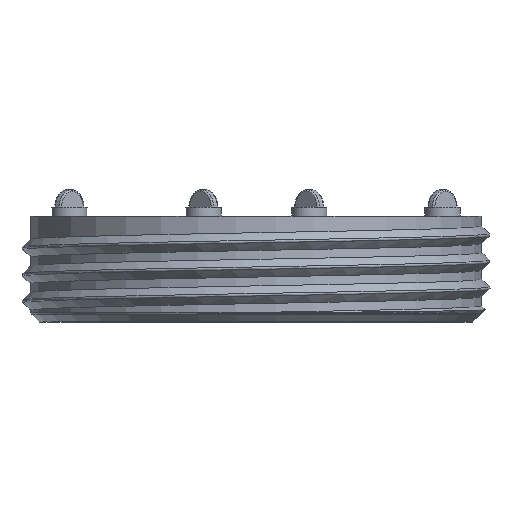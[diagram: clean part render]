
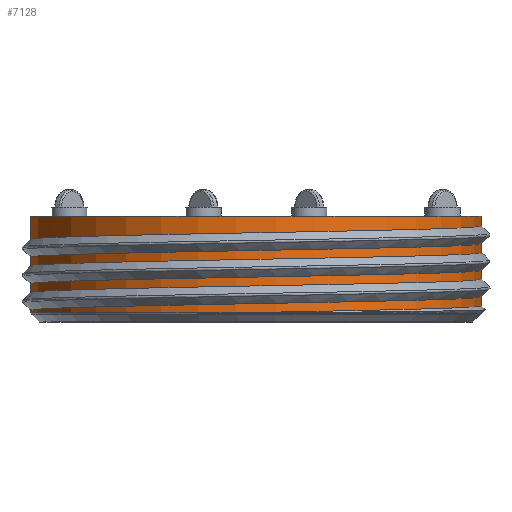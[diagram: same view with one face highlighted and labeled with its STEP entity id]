
A CAD part, front view. The second image highlights one B-rep face of the part: STEP entity #7128.
In plain terms, the highlighted cylindrical face has radius 25.5 mm (diameter 51 mm), a full revolution.
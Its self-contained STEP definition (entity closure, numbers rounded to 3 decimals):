
#7087=CARTESIAN_POINT('',(-0.,-0.,214.7));
#7088=DIRECTION('',(0.,0.,1.));
#7089=DIRECTION('',(-0.707,0.707,0.));
#7090=AXIS2_PLACEMENT_3D('',#7087,#7088,#7089);
#7091=CYLINDRICAL_SURFACE('',#7090,25.5);
#7092=CARTESIAN_POINT('',(-18.031,18.031,228.7));
#7093=VERTEX_POINT('',#7092);
#7094=CARTESIAN_POINT('',(-18.031,18.031,217.783));
#7095=VERTEX_POINT('',#7094);
#7096=CARTESIAN_POINT('',(-18.031,18.031,228.7));
#7097=DIRECTION('',(-0.,-0.,-1.));
#7098=VECTOR('',#7097,10.917);
#7099=LINE('',#7096,#7098);
#7100=EDGE_CURVE('',#7093,#7095,#7099,.T.);
#7101=ORIENTED_EDGE('',*,*,#7100,.T.);
#7102=CARTESIAN_POINT('',(18.031,-18.031,217.783));
#7103=VERTEX_POINT('',#7102);
#7104=CARTESIAN_POINT('',(-0.,-0.,217.783));
#7105=DIRECTION('',(-0.,-0.,1.));
#7106=DIRECTION('',(0.707,-0.707,0.));
#7107=AXIS2_PLACEMENT_3D('',#7104,#7105,#7106);
#7108=CIRCLE('',#7107,25.5);
#7109=EDGE_CURVE('',#7095,#7103,#7108,.T.);
#7110=ORIENTED_EDGE('',*,*,#7109,.T.);
#7111=CARTESIAN_POINT('',(-0.,-0.,217.783));
#7112=DIRECTION('',(-0.,-0.,1.));
#7113=DIRECTION('',(0.707,-0.707,0.));
#7114=AXIS2_PLACEMENT_3D('',#7111,#7112,#7113);
#7115=CIRCLE('',#7114,25.5);
#7116=EDGE_CURVE('',#7103,#7095,#7115,.T.);
#7117=ORIENTED_EDGE('',*,*,#7116,.T.);
#7118=ORIENTED_EDGE('',*,*,#7100,.F.);
#7119=CARTESIAN_POINT('',(-0.,-0.,228.7));
#7120=DIRECTION('',(0.,0.,1.));
#7121=DIRECTION('',(-0.707,0.707,0.));
#7122=AXIS2_PLACEMENT_3D('',#7119,#7120,#7121);
#7123=CIRCLE('',#7122,25.5);
#7124=EDGE_CURVE('',#7093,#7093,#7123,.T.);
#7125=ORIENTED_EDGE('',*,*,#7124,.F.);
#7126=EDGE_LOOP('',(#7101,#7110,#7117,#7118,#7125));
#7127=FACE_BOUND('',#7126,.T.);
#7128=ADVANCED_FACE('',(#7127),#7091,.T.);
